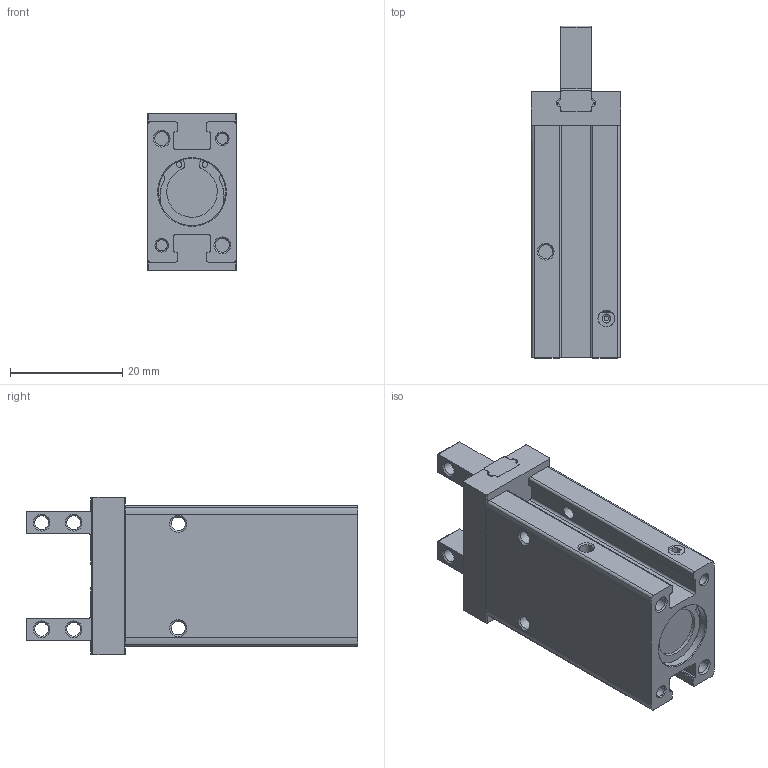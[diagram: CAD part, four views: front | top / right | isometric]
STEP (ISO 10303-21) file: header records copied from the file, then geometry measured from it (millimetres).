
FILE_DESCRIPTION(/* description */ ('STEP AP214'),/* implementation_level */ '2;1');
FILE_NAME(/* name */ '8116760_DHPC-10-A-NO-S-1',/* time_stamp */ '2024-08-19T17:49:25+02:00',/* author */ ('License CC BY-ND 4.0'),/* organization */ ('CADENAS'),/* preprocessor_version */ 'ST-DEVELOPER v19.3',/* originating_system */ 'PARTsolutions',/* authorisation */ ' ');
FILE_SCHEMA (('AUTOMOTIVE_DESIGN {1 0 10303 214 3 1 1}'));
Length unit declared in the file: millimetre
Products named in the file (4): 8116760 DHPC-10-A-NO-S-1---(1high); 8116729 DHPC-10-A-NO-S-1---(highG); 8105696 DHPC-10-A-1---(high); 398225 M3-0.8---(high)
Assembly tree (4 placements, depth 2):
  8116760 DHPC-10-A-NO-S-1---(1high)
    8116729 DHPC-10-A-NO-S-1---(highG)
    8105696 DHPC-10-A-1---(high)  x2
    398225 M3-0.8---(high)
Bounding box: 16 x 59.1 x 28 mm (x, y, z)
Volume: 16563.6 mm3; surface area: 7759.1 mm2
Topology: 4 solids, 4 shells, 379 faces, 962 edges, 618 vertices
Faces by surface type: plane 215, cylinder 133, cone 27, torus 4
Full cylindrical faces by diameter (mm): 0.8 x1, 1 x2, 2 x6, 2.459 x14, 3 x5, 3.4 x4, 12 x1
Entity records: 8765 total; most frequent: DIRECTION 1578, CARTESIAN_POINT 1467, ORIENTED_EDGE 1372, EDGE_CURVE 686, AXIS2_PLACEMENT_3D 585, VERTEX_POINT 474, LINE 408, VECTOR 408
